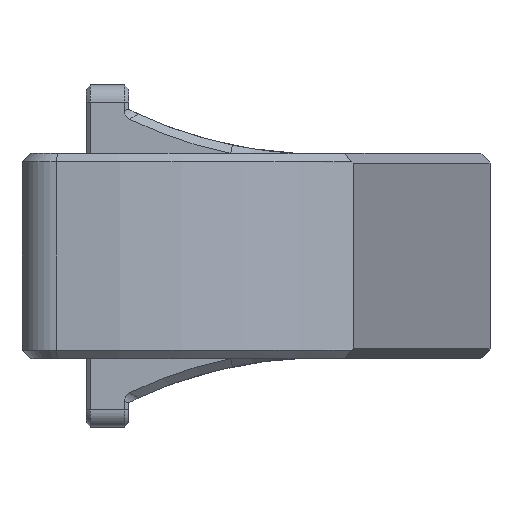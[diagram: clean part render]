
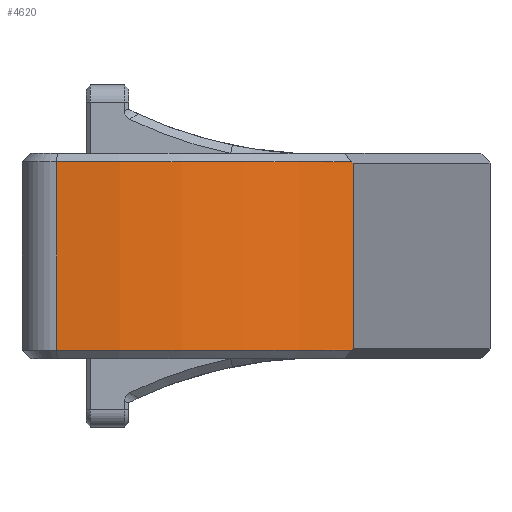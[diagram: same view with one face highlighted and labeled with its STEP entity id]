
A CAD part, left-side view. The second image highlights one B-rep face of the part: STEP entity #4620.
In plain terms, the highlighted free-form (B-spline) face has degree [8, 1] with [9, 2] control points.
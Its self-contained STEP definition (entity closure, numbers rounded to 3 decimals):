
#772=CARTESIAN_POINT('',(-36.502,-34.236,10.85));
#773=CARTESIAN_POINT('',(-36.561,-34.163,10.9));
#774=CARTESIAN_POINT('',(-36.621,-34.09,10.95));
#775=CARTESIAN_POINT('',(-36.68,-34.018,11.));
#780=DIRECTION('',(0.,0.,1.));
#781=VECTOR('',#780,21.7);
#782=CARTESIAN_POINT('',(-36.502,-34.236,-10.85));
#783=LINE('',#782,#781);
#787=CARTESIAN_POINT('',(-36.68,-34.018,-11.));
#788=CARTESIAN_POINT('',(-36.621,-34.09,
-10.95));
#789=CARTESIAN_POINT('',(-36.561,-34.163,
-10.9));
#790=CARTESIAN_POINT('',(-36.502,-34.236,-10.85));
#795=CARTESIAN_POINT('',(0.,-4.28,-11.));
#796=DIRECTION('',(0.,0.,1.));
#797=DIRECTION('',(-0.995,0.1,0.));
#798=AXIS2_PLACEMENT_3D('',#795,#796,#797);
#803=DIRECTION('',(0.,0.,1.));
#804=VECTOR('',#803,22.);
#805=CARTESIAN_POINT('',(-46.982,0.451,
-11.));
#806=LINE('',#805,#804);
#810=CARTESIAN_POINT('',(0.,-4.28,11.));
#811=DIRECTION('',(0.,0.,-1.));
#812=DIRECTION('',(-0.777,-0.63,0.));
#813=AXIS2_PLACEMENT_3D('',#810,#811,#812);
#1036=CARTESIAN_POINT('',(-36.68,-34.018,-11.));
#3544=CARTESIAN_POINT('',(-46.982,0.451,-11.));
#3545=VERTEX_POINT('',#3544);
#3568=CARTESIAN_POINT('',(-46.982,0.451,11.));
#3569=VERTEX_POINT('',#3568);
#3896=VERTEX_POINT('',#772);
#3897=VERTEX_POINT('',#775);
#3907=VERTEX_POINT('',#1036);
#3908=VERTEX_POINT('',#790);
#4587=CARTESIAN_POINT('',(-46.606,3.309,
-14.497));
#4588=CARTESIAN_POINT('',(-46.606,3.309,14.497));
#4589=CARTESIAN_POINT('',(-49.618,-15.186,
-14.497));
#4590=CARTESIAN_POINT('',(-49.618,-15.186,
14.497));
#4591=CARTESIAN_POINT('',(-44.242,-35.046,
-14.497));
#4592=CARTESIAN_POINT('',(-44.242,-35.046,
14.497));
#4593=CARTESIAN_POINT('',(-29.766,-51.832,
-14.497));
#4594=CARTESIAN_POINT('',(-29.766,-51.832,
14.497));
#4595=CARTESIAN_POINT('',(-8.222,-60.665,
-14.497));
#4596=CARTESIAN_POINT('',(-8.222,-60.665,
14.497));
#4597=CARTESIAN_POINT('',(14.932,-58.354,
-14.497));
#4598=CARTESIAN_POINT('',(14.932,-58.354,14.497));
#4599=CARTESIAN_POINT('',(33.606,-46.405,
-14.497));
#4600=CARTESIAN_POINT('',(33.606,-46.405,14.497));
#4601=CARTESIAN_POINT('',(44.433,-28.908,
-14.497));
#4602=CARTESIAN_POINT('',(44.433,-28.908,14.497));
#4603=CARTESIAN_POINT('',(46.832,-10.324,
-14.497));
#4604=CARTESIAN_POINT('',(46.832,-10.324,14.497));
#4605=B_SPLINE_SURFACE_WITH_KNOTS('',8,1,((#4587,#4588),(#4589,#4590),(#4591,
#4592),(#4593,#4594),(#4595,#4596),(#4597,#4598),(#4599,#4600),(#4601,#4602),(
#4603,#4604)),.UNSPECIFIED.,.F.,.F.,.F.,(9,9),(2,2),(2.98,
6.155),(-2.497,26.497),.UNSPECIFIED.);
#4607=ORIENTED_EDGE('',*,*,#4606,.F.);
#4609=ORIENTED_EDGE('',*,*,#4608,.F.);
#4611=ORIENTED_EDGE('',*,*,#4610,.F.);
#4613=ORIENTED_EDGE('',*,*,#4612,.F.);
#4615=ORIENTED_EDGE('',*,*,#4614,.T.);
#4617=ORIENTED_EDGE('',*,*,#4616,.F.);
#4618=EDGE_LOOP('',(#4607,#4609,#4611,#4613,#4615,#4617));
#4619=FACE_OUTER_BOUND('',#4618,.F.);
#776=B_SPLINE_CURVE_WITH_KNOTS('',3,(#772,#773,#774,#775),.UNSPECIFIED.,.F.,.F.,
(4,4),(0.,1.),.UNSPECIFIED.);
#791=B_SPLINE_CURVE_WITH_KNOTS('',3,(#787,#788,#789,#790),.UNSPECIFIED.,.F.,.F.,
(4,4),(0.,1.),.UNSPECIFIED.);
#799=CIRCLE('',#798,47.22);
#814=CIRCLE('',#813,47.22);
#4606=EDGE_CURVE('',#3896,#3897,#776,.T.);
#4608=EDGE_CURVE('',#3908,#3896,#783,.T.);
#4610=EDGE_CURVE('',#3907,#3908,#791,.T.);
#4612=EDGE_CURVE('',#3545,#3907,#799,.T.);
#4614=EDGE_CURVE('',#3545,#3569,#806,.T.);
#4616=EDGE_CURVE('',#3897,#3569,#814,.T.);
#4620=ADVANCED_FACE('',(#4619),#4605,.T.);
